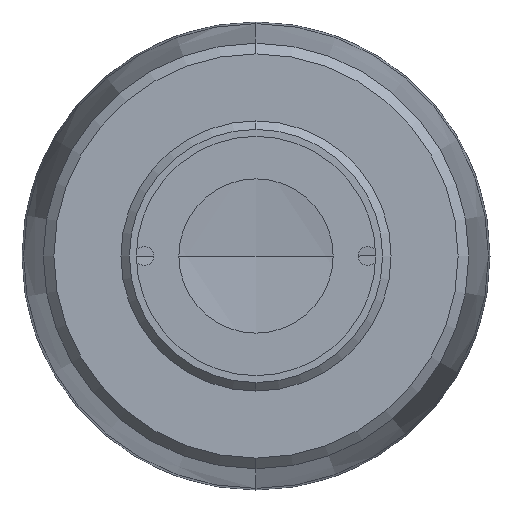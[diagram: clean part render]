
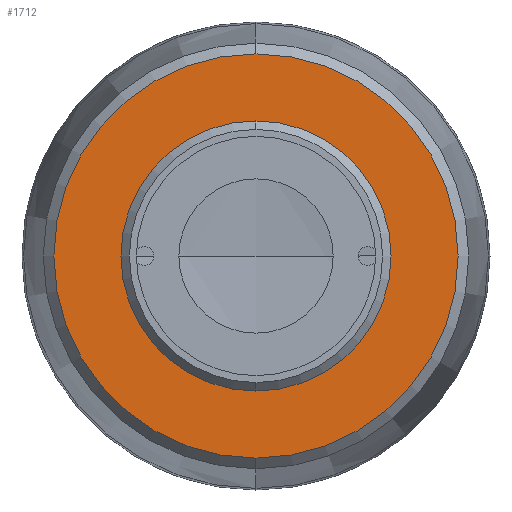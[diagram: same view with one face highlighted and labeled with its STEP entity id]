
A CAD part, left-side view. The second image highlights one B-rep face of the part: STEP entity #1712.
In plain terms, the highlighted planar face has unit normal (-1, 0, 0).
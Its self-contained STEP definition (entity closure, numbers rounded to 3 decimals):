
#146 = DIRECTION ( 'NONE',  ( 0., 0., 1. ) ) ;
#191 = CIRCLE ( 'NONE', #1521, 12. ) ;
#200 = ORIENTED_EDGE ( 'NONE', *, *, #1410, .T. ) ;
#267 = CARTESIAN_POINT ( 'NONE',  ( 17.52, 0., 0. ) ) ;
#275 = VERTEX_POINT ( 'NONE', #818 ) ;
#344 = CARTESIAN_POINT ( 'NONE',  ( 17.52, 12., 0. ) ) ;
#373 = DIRECTION ( 'NONE',  ( 0., 0., -1. ) ) ;
#388 = DIRECTION ( 'NONE',  ( 1., 0., 0. ) ) ;
#453 = CARTESIAN_POINT ( 'NONE',  ( 17.52, 0., -19. ) ) ;
#459 = DIRECTION ( 'NONE',  ( 0., 0., -1. ) ) ;
#574 = DIRECTION ( 'NONE',  ( -1., 0., 0. ) ) ;
#596 = EDGE_LOOP ( 'NONE', ( #1041, #1946 ) ) ;
#600 = CARTESIAN_POINT ( 'NONE',  ( 17.52, 0., 0. ) ) ;
#818 = CARTESIAN_POINT ( 'NONE',  ( 17.52, 0., 12. ) ) ;
#855 = DIRECTION ( 'NONE',  ( 0., 0., 1. ) ) ;
#1041 = ORIENTED_EDGE ( 'NONE', *, *, #1757, .T. ) ;
#1080 = EDGE_CURVE ( 'NONE', #2105, #275, #191, .T. ) ;
#1095 = CARTESIAN_POINT ( 'NONE',  ( 17.52, 0., 19. ) ) ;
#1189 = EDGE_LOOP ( 'NONE', ( #2271, #200 ) ) ;
#1218 = CIRCLE ( 'NONE', #2024, 19. ) ;
#1289 = CARTESIAN_POINT ( 'NONE',  ( 17.52, 0., 0. ) ) ;
#1370 = DIRECTION ( 'NONE',  ( -1., 0., 0. ) ) ;
#1410 = EDGE_CURVE ( 'NONE', #275, #2105, #1715, .T. ) ;
#1424 = AXIS2_PLACEMENT_3D ( 'NONE', #344, #574, #146 ) ;
#1451 = EDGE_CURVE ( 'NONE', #2850, #2524, #2457, .T. ) ;
#1521 = AXIS2_PLACEMENT_3D ( 'NONE', #267, #388, #373 ) ;
#1604 = AXIS2_PLACEMENT_3D ( 'NONE', #1289, #2250, #459 ) ;
#1712 = ADVANCED_FACE ( 'NONE', ( #1930, #1850 ), #2925, .T. ) ;
#1715 = CIRCLE ( 'NONE', #1604, 12. ) ;
#1757 = EDGE_CURVE ( 'NONE', #2524, #2850, #1218, .T. ) ;
#1850 = FACE_BOUND ( 'NONE', #1189, .T. ) ;
#1930 = FACE_OUTER_BOUND ( 'NONE', #596, .T. ) ;
#1946 = ORIENTED_EDGE ( 'NONE', *, *, #1451, .T. ) ;
#2024 = AXIS2_PLACEMENT_3D ( 'NONE', #2828, #1370, #3062 ) ;
#2105 = VERTEX_POINT ( 'NONE', #2933 ) ;
#2250 = DIRECTION ( 'NONE',  ( 1., 0., 0. ) ) ;
#2271 = ORIENTED_EDGE ( 'NONE', *, *, #1080, .T. ) ;
#2279 = DIRECTION ( 'NONE',  ( -1., 0., 0. ) ) ;
#2457 = CIRCLE ( 'NONE', #3033, 19. ) ;
#2524 = VERTEX_POINT ( 'NONE', #453 ) ;
#2828 = CARTESIAN_POINT ( 'NONE',  ( 17.52, 0., 0. ) ) ;
#2850 = VERTEX_POINT ( 'NONE', #1095 ) ;
#2925 = PLANE ( 'NONE',  #1424 ) ;
#2933 = CARTESIAN_POINT ( 'NONE',  ( 17.52, 0., -12. ) ) ;
#3033 = AXIS2_PLACEMENT_3D ( 'NONE', #600, #2279, #855 ) ;
#3062 = DIRECTION ( 'NONE',  ( 0., 0., 1. ) ) ;
